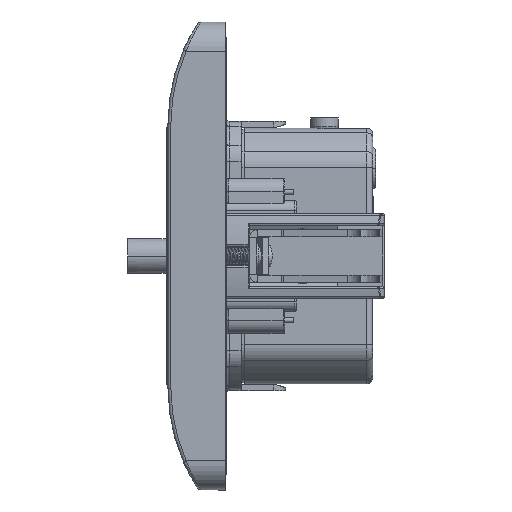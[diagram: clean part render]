
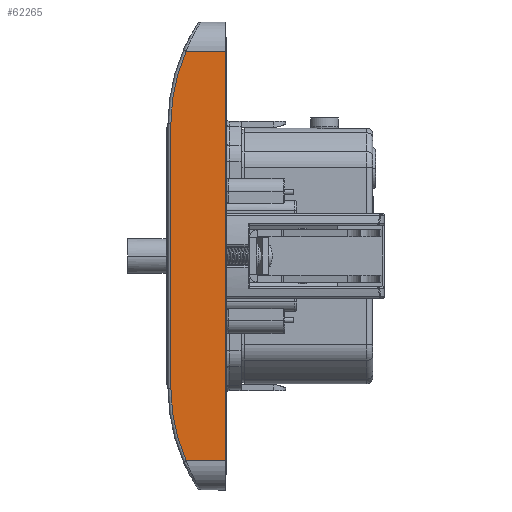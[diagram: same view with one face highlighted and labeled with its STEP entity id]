
A CAD part, left-side view. The second image highlights one B-rep face of the part: STEP entity #62265.
In plain terms, the highlighted face is planar.
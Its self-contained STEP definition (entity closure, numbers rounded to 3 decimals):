
#53818=CARTESIAN_POINT('',(40.,-22.5,-22.665));
#53819=DIRECTION('',(-1.,0.,0.));
#53820=DIRECTION('',(0.,1.,0.));
#53821=AXIS2_PLACEMENT_3D('',#53818,#53819,#53820);
#53823=DIRECTION('',(0.,0.,1.));
#53824=VECTOR('',#53823,70.);
#53825=CARTESIAN_POINT('',(40.,-1.3,-35.));
#53826=LINE('',#53825,#53824);
#53827=CARTESIAN_POINT('',(40.,-22.5,22.665));
#53828=DIRECTION('',(-1.,0.,0.));
#53829=DIRECTION('',(0.,0.915,0.404));
#53830=AXIS2_PLACEMENT_3D('',#53827,#53828,#53829);
#53832=DIRECTION('',(0.,0.,1.));
#53833=VECTOR('',#53832,45.33);
#53834=CARTESIAN_POINT('',(40.,8.,-22.665));
#53835=LINE('',#53834,#53833);
#53875=DIRECTION('',(0.,1.,0.));
#53876=VECTOR('',#53875,6.694);
#53877=CARTESIAN_POINT('',(40.,-1.3,-35.));
#53878=LINE('',#53877,#53876);
#54275=DIRECTION('',(0.,-1.,0.));
#54276=VECTOR('',#54275,6.694);
#54277=CARTESIAN_POINT('',(40.,5.394,35.));
#54278=LINE('',#54277,#54276);
#60578=CARTESIAN_POINT('',(40.,5.394,35.));
#60579=CARTESIAN_POINT('',(40.,8.,22.665));
#60580=VERTEX_POINT('',#60578);
#60581=VERTEX_POINT('',#60579);
#60582=CARTESIAN_POINT('',(40.,8.,-22.665));
#60583=VERTEX_POINT('',#60582);
#60584=CARTESIAN_POINT('',(40.,5.394,
-35.));
#60585=VERTEX_POINT('',#60584);
#60586=CARTESIAN_POINT('',(40.,-1.3,-35.));
#60587=VERTEX_POINT('',#60586);
#60588=CARTESIAN_POINT('',(40.,-1.3,35.));
#60589=VERTEX_POINT('',#60588);
#62247=CARTESIAN_POINT('',(40.,3.5,0.));
#62248=DIRECTION('',(1.,0.,0.));
#62249=DIRECTION('',(0.,0.,1.));
#62250=AXIS2_PLACEMENT_3D('',#62247,#62248,#62249);
#62251=PLANE('',#62250);
#62253=ORIENTED_EDGE('',*,*,#62252,.F.);
#62255=ORIENTED_EDGE('',*,*,#62254,.T.);
#62257=ORIENTED_EDGE('',*,*,#62256,.F.);
#62259=ORIENTED_EDGE('',*,*,#62258,.T.);
#62261=ORIENTED_EDGE('',*,*,#62260,.F.);
#62262=ORIENTED_EDGE('',*,*,#62237,.T.);
#62263=EDGE_LOOP('',(#62253,#62255,#62257,#62259,#62261,#62262));
#62264=FACE_OUTER_BOUND('',#62263,.F.);
#53822=CIRCLE('',#53821,30.5);
#53831=CIRCLE('',#53830,30.5);
#62237=EDGE_CURVE('',#60580,#60581,#53831,.T.);
#62252=EDGE_CURVE('',#60583,#60581,#53835,.T.);
#62254=EDGE_CURVE('',#60583,#60585,#53822,.T.);
#62256=EDGE_CURVE('',#60587,#60585,#53878,.T.);
#62258=EDGE_CURVE('',#60587,#60589,#53826,.T.);
#62260=EDGE_CURVE('',#60580,#60589,#54278,.T.);
#62265=ADVANCED_FACE('',(#62264),#62251,.T.);
